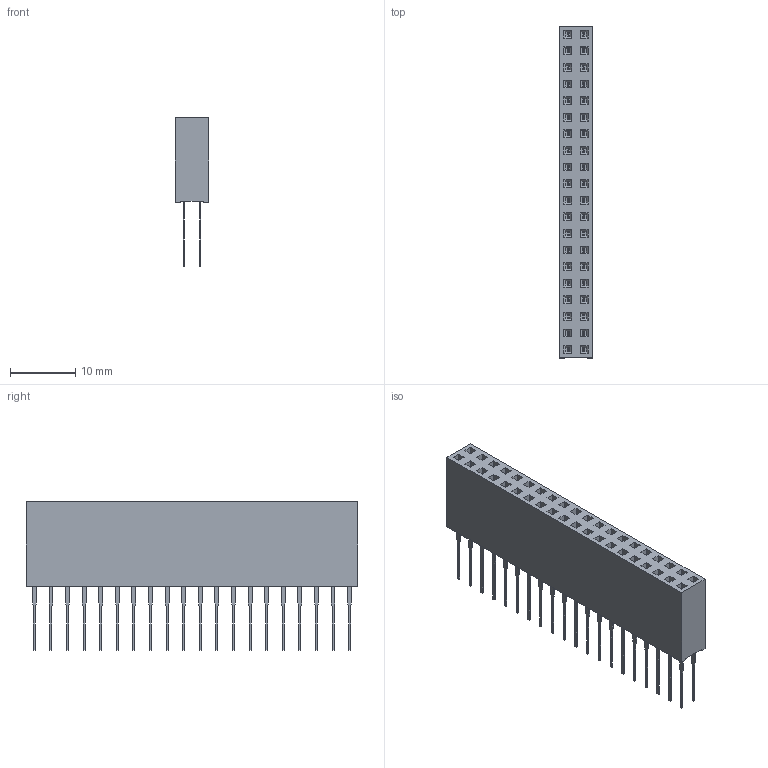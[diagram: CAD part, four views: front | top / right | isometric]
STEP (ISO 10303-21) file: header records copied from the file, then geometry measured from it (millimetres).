
FILE_DESCRIPTION(/* description */ (''),/* implementation_level */ '2;1');
FILE_NAME(/* name */ '2x20 Extra Tall Header.step',/* time_stamp */ '2020-08-06T15:19:26+08:00',/* author */ (''),/* organization */ (''),/* preprocessor_version */ 'ST-DEVELOPER v18.1',/* originating_system */ 'Autodesk Translation Framework v9.3.0.1241',/* authorisation */ '');
FILE_SCHEMA (('AUTOMOTIVE_DESIGN { 1 0 10303 214 3 1 1 }'));
Length unit declared in the file: millimetre
Products named in the file (1): 2x20 Extra Tall Header
Bounding box: 5.08 x 50.8 x 22.8 mm (x, y, z)
Volume: 2917.8 mm3; surface area: 4232.4 mm2
Topology: 1 solids, 1 shells, 1330 faces, 3464 edges, 2256 vertices
Faces by surface type: plane 1330
Entity records: 39681 total; most frequent: CARTESIAN_POINT 7051, ORIENTED_EDGE 6928, DIRECTION 6126, LINE 3464, VECTOR 3464, EDGE_CURVE 3464, VERTEX_POINT 2256, EDGE_LOOP 1450
